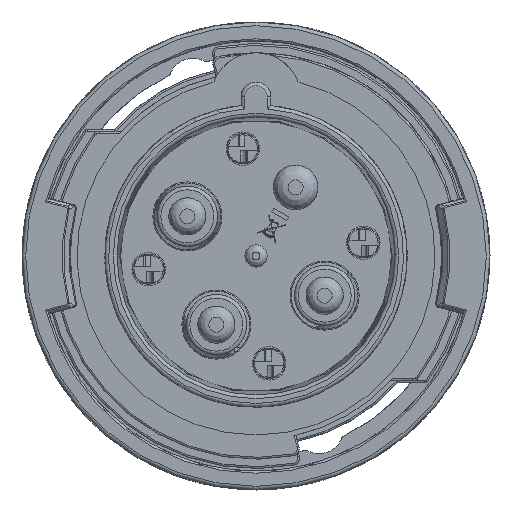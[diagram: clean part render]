
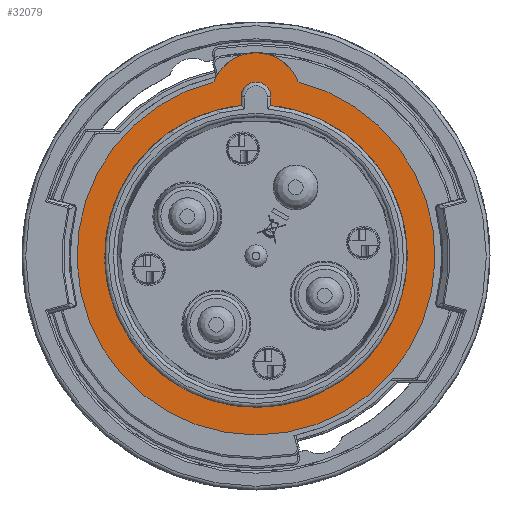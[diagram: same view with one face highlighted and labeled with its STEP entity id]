
A CAD part, front view. The second image highlights one B-rep face of the part: STEP entity #32079.
In plain terms, the highlighted planar face has unit normal (0, -1, 0).
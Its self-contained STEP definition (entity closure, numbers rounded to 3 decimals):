
#1022=FACE_BOUND('',#4452,.T.);
#1140=CIRCLE('',#33969,48.);
#1141=CIRCLE('',#33970,12.);
#1142=CIRCLE('',#33971,39.75);
#1143=CIRCLE('',#33972,39.75);
#1144=CIRCLE('',#33973,4.);
#2629=FACE_OUTER_BOUND('',#4451,.T.);
#4451=EDGE_LOOP('',(#19841,#19842));
#4452=EDGE_LOOP('',(#19843,#19844,#19845,#19846,#19847));
#7694=LINE('',#44221,#9738);
#7695=LINE('',#44224,#9739);
#9738=VECTOR('',#36761,1.);
#9739=VECTOR('',#36764,1.);
#11801=VERTEX_POINT('',#44211);
#11802=VERTEX_POINT('',#44212);
#11803=VERTEX_POINT('',#44215);
#11804=VERTEX_POINT('',#44216);
#11805=VERTEX_POINT('',#44218);
#11806=VERTEX_POINT('',#44220);
#11807=VERTEX_POINT('',#44222);
#14946=EDGE_CURVE('',#11801,#11802,#1140,.T.);
#14947=EDGE_CURVE('',#11802,#11801,#1141,.T.);
#14948=EDGE_CURVE('',#11803,#11804,#1142,.T.);
#14949=EDGE_CURVE('',#11804,#11805,#1143,.T.);
#14950=EDGE_CURVE('',#11805,#11806,#7694,.T.);
#14951=EDGE_CURVE('',#11806,#11807,#1144,.T.);
#14952=EDGE_CURVE('',#11807,#11803,#7695,.T.);
#19841=ORIENTED_EDGE('',*,*,#14946,.T.);
#19842=ORIENTED_EDGE('',*,*,#14947,.T.);
#19843=ORIENTED_EDGE('',*,*,#14948,.T.);
#19844=ORIENTED_EDGE('',*,*,#14949,.T.);
#19845=ORIENTED_EDGE('',*,*,#14950,.T.);
#19846=ORIENTED_EDGE('',*,*,#14951,.T.);
#19847=ORIENTED_EDGE('',*,*,#14952,.T.);
#29425=PLANE('',#33968);
#32079=ADVANCED_FACE('',(#2629,#1022),#29425,.F.);
#33968=AXIS2_PLACEMENT_3D('',#44210,#36751,#36752);
#33969=AXIS2_PLACEMENT_3D('',#44213,#36753,#36754);
#33970=AXIS2_PLACEMENT_3D('',#44214,#36755,#36756);
#33971=AXIS2_PLACEMENT_3D('',#44217,#36757,#36758);
#33972=AXIS2_PLACEMENT_3D('',#44219,#36759,#36760);
#33973=AXIS2_PLACEMENT_3D('',#44223,#36762,#36763);
#36751=DIRECTION('center_axis',(0.,1.,0.));
#36752=DIRECTION('ref_axis',(0.,0.,
1.));
#36753=DIRECTION('center_axis',(0.,-1.,0.));
#36754=DIRECTION('ref_axis',(0.,0.,
1.));
#36755=DIRECTION('center_axis',(0.,-1.,0.));
#36756=DIRECTION('ref_axis',(0.,0.,
1.));
#36757=DIRECTION('center_axis',(0.,1.,0.));
#36758=DIRECTION('ref_axis',(-1.,0.,0.));
#36759=DIRECTION('center_axis',(0.,1.,0.));
#36760=DIRECTION('ref_axis',(-1.,0.,0.));
#36761=DIRECTION('',(0.,0.,1.));
#36762=DIRECTION('center_axis',(0.,1.,0.));
#36763=DIRECTION('ref_axis',(0.,0.,
1.));
#36764=DIRECTION('',(0.,0.,-1.));
#44210=CARTESIAN_POINT('Origin',(0.,46.845,
5.517));
#44211=CARTESIAN_POINT('',(-11.255,46.845,46.662));
#44212=CARTESIAN_POINT('',(11.255,46.845,46.662));
#44213=CARTESIAN_POINT('Origin',(0.,46.845,
0.));
#44214=CARTESIAN_POINT('Origin',(0.,46.845,
42.5));
#44215=CARTESIAN_POINT('',(4.,46.845,39.548));
#44216=CARTESIAN_POINT('',(39.75,46.845,0.));
#44217=CARTESIAN_POINT('Origin',(0.,46.845,
0.));
#44218=CARTESIAN_POINT('',(-4.,46.845,39.548));
#44219=CARTESIAN_POINT('Origin',(0.,46.845,
0.));
#44220=CARTESIAN_POINT('',(-4.,46.845,42.5));
#44221=CARTESIAN_POINT('',(-4.,46.845,39.297));
#44222=CARTESIAN_POINT('',(4.,46.845,42.5));
#44223=CARTESIAN_POINT('Origin',(0.,46.845,
42.5));
#44224=CARTESIAN_POINT('',(4.,46.845,42.5));
